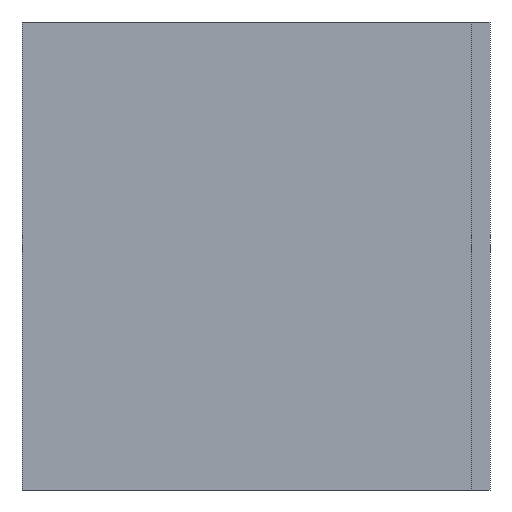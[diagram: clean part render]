
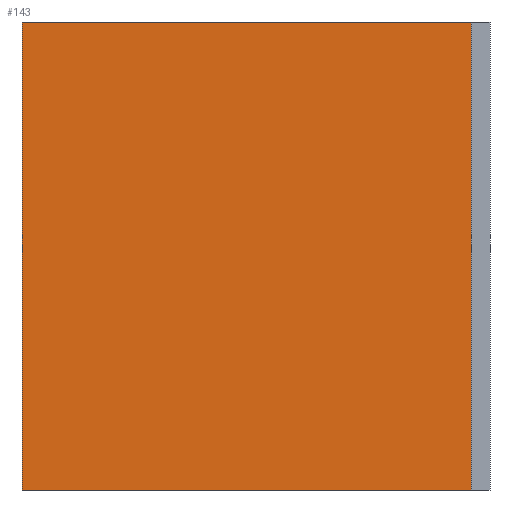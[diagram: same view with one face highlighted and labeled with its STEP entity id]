
A CAD part, left-side view. The second image highlights one B-rep face of the part: STEP entity #143.
In plain terms, the highlighted planar face has unit normal (-1, 0, 0).
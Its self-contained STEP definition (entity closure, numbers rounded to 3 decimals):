
#14 = PLANE ( 'NONE',  #125 ) ;
#19 = CARTESIAN_POINT ( 'NONE',  ( -2., 2., -25. ) ) ;
#20 = CARTESIAN_POINT ( 'NONE',  ( -2., 2., -25. ) ) ;
#41 = CARTESIAN_POINT ( 'NONE',  ( -2., 2., 25. ) ) ;
#49 = CARTESIAN_POINT ( 'NONE',  ( -2., 50., 25. ) ) ;
#61 = LINE ( 'NONE', #19, #252 ) ;
#64 = CARTESIAN_POINT ( 'NONE',  ( -2., 50., -25. ) ) ;
#81 = CARTESIAN_POINT ( 'NONE',  ( -2., 2., 25. ) ) ;
#83 = CARTESIAN_POINT ( 'NONE',  ( -2., 50., 25. ) ) ;
#86 = ORIENTED_EDGE ( 'NONE', *, *, #194, .F. ) ;
#87 = ORIENTED_EDGE ( 'NONE', *, *, #198, .T. ) ;
#99 = DIRECTION ( 'NONE',  ( 0., -1., 0. ) ) ;
#118 = FACE_OUTER_BOUND ( 'NONE', #200, .T. ) ;
#122 = CARTESIAN_POINT ( 'NONE',  ( -2., 2., 25. ) ) ;
#125 = AXIS2_PLACEMENT_3D ( 'NONE', #122, #267, #182 ) ;
#140 = CARTESIAN_POINT ( 'NONE',  ( -2., 2., 25. ) ) ;
#142 = DIRECTION ( 'NONE',  ( 0., -1., 0. ) ) ;
#143 = ADVANCED_FACE ( 'NONE', ( #118 ), #14, .F. ) ;
#145 = VECTOR ( 'NONE', #162, 1000. ) ;
#148 = VERTEX_POINT ( 'NONE', #140 ) ;
#150 = VERTEX_POINT ( 'NONE', #64 ) ;
#162 = DIRECTION ( 'NONE',  ( 0., 0., -1. ) ) ;
#164 = EDGE_CURVE ( 'NONE', #150, #236, #61, .T. ) ;
#181 = VECTOR ( 'NONE', #99, 1000. ) ;
#182 = DIRECTION ( 'NONE',  ( 0., 0., -1. ) ) ;
#186 = DIRECTION ( 'NONE',  ( 0., 0., -1. ) ) ;
#194 = EDGE_CURVE ( 'NONE', #148, #236, #210, .T. ) ;
#198 = EDGE_CURVE ( 'NONE', #251, #150, #268, .T. ) ;
#200 = EDGE_LOOP ( 'NONE', ( #216, #86, #254, #87 ) ) ;
#210 = LINE ( 'NONE', #81, #225 ) ;
#216 = ORIENTED_EDGE ( 'NONE', *, *, #164, .T. ) ;
#225 = VECTOR ( 'NONE', #186, 1000. ) ;
#231 = EDGE_CURVE ( 'NONE', #251, #148, #262, .T. ) ;
#236 = VERTEX_POINT ( 'NONE', #20 ) ;
#251 = VERTEX_POINT ( 'NONE', #49 ) ;
#252 = VECTOR ( 'NONE', #142, 1000. ) ;
#254 = ORIENTED_EDGE ( 'NONE', *, *, #231, .F. ) ;
#262 = LINE ( 'NONE', #41, #181 ) ;
#267 = DIRECTION ( 'NONE',  ( 1., 0., 0. ) ) ;
#268 = LINE ( 'NONE', #83, #145 ) ;
